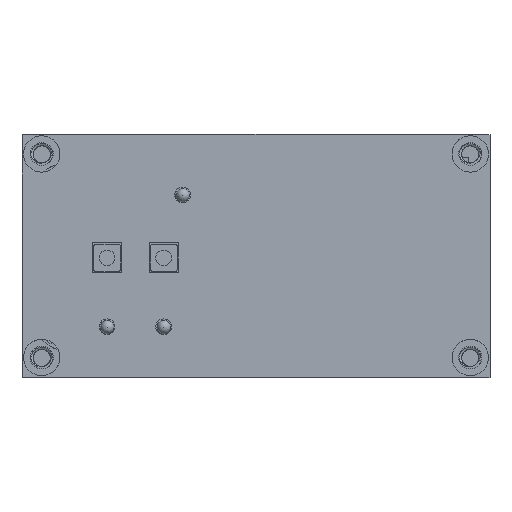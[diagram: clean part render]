
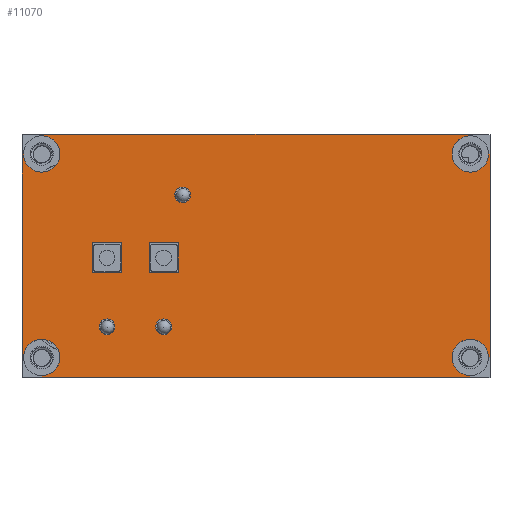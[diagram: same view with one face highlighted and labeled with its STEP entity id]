
A CAD part, top view. The second image highlights one B-rep face of the part: STEP entity #11070.
In plain terms, the highlighted planar face has unit normal (0, 0, 1).
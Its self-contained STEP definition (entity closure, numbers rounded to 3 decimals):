
#58=FACE_BOUND('',#3492,.T.);
#59=FACE_BOUND('',#3493,.T.);
#60=FACE_BOUND('',#3494,.T.);
#61=FACE_BOUND('',#3495,.T.);
#62=FACE_BOUND('',#3496,.T.);
#170=PLANE('',#11839);
#518=LINE('',#16468,#1527);
#521=LINE('',#16474,#1530);
#527=LINE('',#16487,#1536);
#531=LINE('',#16496,#1540);
#536=LINE('',#16510,#1545);
#542=LINE('',#16521,#1551);
#547=LINE('',#16534,#1556);
#551=LINE('',#16543,#1560);
#556=LINE('',#16563,#1565);
#559=LINE('',#16568,#1568);
#560=LINE('',#16569,#1569);
#561=LINE('',#16571,#1570);
#562=LINE('',#16576,#1571);
#563=LINE('',#16578,#1572);
#564=LINE('',#16580,#1573);
#565=LINE('',#16581,#1574);
#566=LINE('',#16584,#1575);
#567=LINE('',#16586,#1576);
#568=LINE('',#16588,#1577);
#569=LINE('',#16589,#1578);
#1527=VECTOR('',#12974,10.);
#1530=VECTOR('',#12979,10.);
#1536=VECTOR('',#12989,10.);
#1540=VECTOR('',#12995,10.);
#1545=VECTOR('',#13008,10.);
#1551=VECTOR('',#13016,10.);
#1556=VECTOR('',#13027,10.);
#1560=VECTOR('',#13033,10.);
#1565=VECTOR('',#13064,10.);
#1568=VECTOR('',#13069,10.);
#1569=VECTOR('',#13070,10.);
#1570=VECTOR('',#13073,10.);
#1571=VECTOR('',#13076,10.);
#1572=VECTOR('',#13077,10.);
#1573=VECTOR('',#13078,10.);
#1574=VECTOR('',#13079,10.);
#1575=VECTOR('',#13080,10.);
#1576=VECTOR('',#13081,10.);
#1577=VECTOR('',#13082,10.);
#1578=VECTOR('',#13083,10.);
#2839=FACE_OUTER_BOUND('',#3491,.T.);
#3491=EDGE_LOOP('',(#7841,#7842,#7843,#7844,#7845,#7846,#7847,#7848,#7849,
#7850,#7851,#7852,#7853,#7854,#7855,#7856));
#3492=EDGE_LOOP('',(#7857));
#3493=EDGE_LOOP('',(#7858,#7859,#7860,#7861));
#3494=EDGE_LOOP('',(#7862,#7863,#7864,#7865));
#3495=EDGE_LOOP('',(#7866));
#3496=EDGE_LOOP('',(#7867));
#4506=CIRCLE('',#11830,4.05);
#4508=CIRCLE('',#11833,4.05);
#4509=CIRCLE('',#11835,4.05);
#4511=CIRCLE('',#11840,4.05);
#4512=CIRCLE('',#11841,1.75);
#4513=CIRCLE('',#11842,1.75);
#4514=CIRCLE('',#11843,1.75);
#4929=VERTEX_POINT('',#16465);
#4930=VERTEX_POINT('',#16467);
#4931=VERTEX_POINT('',#16471);
#4932=VERTEX_POINT('',#16473);
#4936=VERTEX_POINT('',#16484);
#4937=VERTEX_POINT('',#16486);
#4940=VERTEX_POINT('',#16493);
#4941=VERTEX_POINT('',#16495);
#4945=VERTEX_POINT('',#16507);
#4946=VERTEX_POINT('',#16509);
#4949=VERTEX_POINT('',#16518);
#4950=VERTEX_POINT('',#16520);
#4954=VERTEX_POINT('',#16531);
#4955=VERTEX_POINT('',#16533);
#4958=VERTEX_POINT('',#16540);
#4959=VERTEX_POINT('',#16542);
#4963=VERTEX_POINT('',#16572);
#4964=VERTEX_POINT('',#16574);
#4965=VERTEX_POINT('',#16575);
#4966=VERTEX_POINT('',#16577);
#4967=VERTEX_POINT('',#16579);
#4968=VERTEX_POINT('',#16582);
#4969=VERTEX_POINT('',#16583);
#4970=VERTEX_POINT('',#16585);
#4971=VERTEX_POINT('',#16587);
#4972=VERTEX_POINT('',#16590);
#4973=VERTEX_POINT('',#16592);
#6043=EDGE_CURVE('',#4930,#4929,#518,.T.);
#6046=EDGE_CURVE('',#4932,#4931,#521,.T.);
#6052=EDGE_CURVE('',#4937,#4936,#527,.T.);
#6056=EDGE_CURVE('',#4941,#4940,#531,.T.);
#6063=EDGE_CURVE('',#4946,#4945,#536,.T.);
#6069=EDGE_CURVE('',#4950,#4949,#542,.T.);
#6075=EDGE_CURVE('',#4955,#4954,#547,.T.);
#6079=EDGE_CURVE('',#4959,#4958,#551,.T.);
#6084=EDGE_CURVE('',#4929,#4932,#4506,.T.);
#6086=EDGE_CURVE('',#4936,#4941,#4508,.T.);
#6087=EDGE_CURVE('',#4949,#4946,#4509,.T.);
#6091=EDGE_CURVE('',#4945,#4930,#556,.T.);
#6094=EDGE_CURVE('',#4931,#4937,#559,.T.);
#6095=EDGE_CURVE('',#4940,#4955,#560,.T.);
#6096=EDGE_CURVE('',#4954,#4959,#4511,.T.);
#6097=EDGE_CURVE('',#4958,#4950,#561,.T.);
#6098=EDGE_CURVE('',#4963,#4963,#4512,.T.);
#6099=EDGE_CURVE('',#4964,#4965,#562,.T.);
#6100=EDGE_CURVE('',#4965,#4966,#563,.T.);
#6101=EDGE_CURVE('',#4966,#4967,#564,.T.);
#6102=EDGE_CURVE('',#4967,#4964,#565,.T.);
#6103=EDGE_CURVE('',#4968,#4969,#566,.T.);
#6104=EDGE_CURVE('',#4969,#4970,#567,.T.);
#6105=EDGE_CURVE('',#4970,#4971,#568,.T.);
#6106=EDGE_CURVE('',#4971,#4968,#569,.T.);
#6107=EDGE_CURVE('',#4972,#4972,#4513,.T.);
#6108=EDGE_CURVE('',#4973,#4973,#4514,.T.);
#7841=ORIENTED_EDGE('',*,*,#6043,.T.);
#7842=ORIENTED_EDGE('',*,*,#6084,.T.);
#7843=ORIENTED_EDGE('',*,*,#6046,.T.);
#7844=ORIENTED_EDGE('',*,*,#6094,.T.);
#7845=ORIENTED_EDGE('',*,*,#6052,.T.);
#7846=ORIENTED_EDGE('',*,*,#6086,.T.);
#7847=ORIENTED_EDGE('',*,*,#6056,.T.);
#7848=ORIENTED_EDGE('',*,*,#6095,.T.);
#7849=ORIENTED_EDGE('',*,*,#6075,.T.);
#7850=ORIENTED_EDGE('',*,*,#6096,.T.);
#7851=ORIENTED_EDGE('',*,*,#6079,.T.);
#7852=ORIENTED_EDGE('',*,*,#6097,.T.);
#7853=ORIENTED_EDGE('',*,*,#6069,.T.);
#7854=ORIENTED_EDGE('',*,*,#6087,.T.);
#7855=ORIENTED_EDGE('',*,*,#6063,.T.);
#7856=ORIENTED_EDGE('',*,*,#6091,.T.);
#7857=ORIENTED_EDGE('',*,*,#6098,.T.);
#7858=ORIENTED_EDGE('',*,*,#6099,.T.);
#7859=ORIENTED_EDGE('',*,*,#6100,.T.);
#7860=ORIENTED_EDGE('',*,*,#6101,.T.);
#7861=ORIENTED_EDGE('',*,*,#6102,.T.);
#7862=ORIENTED_EDGE('',*,*,#6103,.T.);
#7863=ORIENTED_EDGE('',*,*,#6104,.T.);
#7864=ORIENTED_EDGE('',*,*,#6105,.T.);
#7865=ORIENTED_EDGE('',*,*,#6106,.T.);
#7866=ORIENTED_EDGE('',*,*,#6107,.T.);
#7867=ORIENTED_EDGE('',*,*,#6108,.T.);
#11070=ADVANCED_FACE('',(#2839,#58,#59,#60,#61,#62),#170,.T.);
#11830=AXIS2_PLACEMENT_3D('',#16551,#13044,#13045);
#11833=AXIS2_PLACEMENT_3D('',#16554,#13050,#13051);
#11835=AXIS2_PLACEMENT_3D('',#16556,#13054,#13055);
#11839=AXIS2_PLACEMENT_3D('',#16567,#13067,#13068);
#11840=AXIS2_PLACEMENT_3D('',#16570,#13071,#13072);
#11841=AXIS2_PLACEMENT_3D('',#16573,#13074,#13075);
#11842=AXIS2_PLACEMENT_3D('',#16591,#13084,#13085);
#11843=AXIS2_PLACEMENT_3D('',#16593,#13086,#13087);
#12974=DIRECTION('',(1.,0.,0.));
#12979=DIRECTION('',(0.,-1.,0.));
#12989=DIRECTION('',(0.,1.,0.));
#12995=DIRECTION('',(1.,0.,0.));
#13008=DIRECTION('',(-1.,0.,0.));
#13016=DIRECTION('',(0.,-1.,0.));
#13027=DIRECTION('',(-1.,0.,0.));
#13033=DIRECTION('',(0.,1.,0.));
#13044=DIRECTION('center_axis',(0.,0.,-1.));
#13045=DIRECTION('ref_axis',(-1.,0.,0.));
#13050=DIRECTION('center_axis',(0.,0.,-1.));
#13051=DIRECTION('ref_axis',(-1.,0.,0.));
#13054=DIRECTION('center_axis',(0.,0.,-1.));
#13055=DIRECTION('ref_axis',(-1.,0.,0.));
#13064=DIRECTION('',(0.,-1.,0.));
#13067=DIRECTION('center_axis',(0.,0.,1.));
#13068=DIRECTION('ref_axis',(-1.,0.,0.));
#13069=DIRECTION('',(1.,0.,0.));
#13070=DIRECTION('',(0.,1.,0.));
#13071=DIRECTION('center_axis',(0.,0.,-1.));
#13072=DIRECTION('ref_axis',(-1.,0.,0.));
#13073=DIRECTION('',(-1.,0.,0.));
#13074=DIRECTION('center_axis',(0.,0.,-1.));
#13075=DIRECTION('ref_axis',(-1.,0.,0.));
#13076=DIRECTION('',(0.,-1.,0.));
#13077=DIRECTION('',(-1.,0.,0.));
#13078=DIRECTION('',(0.,1.,0.));
#13079=DIRECTION('',(1.,0.,0.));
#13080=DIRECTION('',(0.,-1.,0.));
#13081=DIRECTION('',(-1.,0.,0.));
#13082=DIRECTION('',(0.,1.,0.));
#13083=DIRECTION('',(1.,0.,0.));
#13084=DIRECTION('center_axis',(0.,0.,-1.));
#13085=DIRECTION('ref_axis',(-1.,0.,0.));
#13086=DIRECTION('center_axis',(0.,0.,-1.));
#13087=DIRECTION('ref_axis',(-1.,0.,0.));
#16465=CARTESIAN_POINT('',(0.34,4.39,76.7));
#16467=CARTESIAN_POINT('',(0.,4.39,76.7));
#16468=CARTESIAN_POINT('',(26.,4.39,76.7));
#16471=CARTESIAN_POINT('',(4.39,0.,76.7));
#16473=CARTESIAN_POINT('',(4.39,0.34,76.7));
#16474=CARTESIAN_POINT('',(4.39,13.67,76.7));
#16484=CARTESIAN_POINT('',(99.61,0.34,76.7));
#16486=CARTESIAN_POINT('',(99.61,0.,76.7));
#16487=CARTESIAN_POINT('',(99.61,13.5,76.7));
#16493=CARTESIAN_POINT('',(104.,4.39,76.7));
#16495=CARTESIAN_POINT('',(103.66,4.39,76.7));
#16496=CARTESIAN_POINT('',(77.83,4.39,76.7));
#16507=CARTESIAN_POINT('',(0.,49.61,76.7));
#16509=CARTESIAN_POINT('',(0.34,49.61,76.7));
#16510=CARTESIAN_POINT('',(26.17,49.61,76.7));
#16518=CARTESIAN_POINT('',(4.39,53.66,76.7));
#16520=CARTESIAN_POINT('',(4.39,54.,76.7));
#16521=CARTESIAN_POINT('',(4.39,40.5,76.7));
#16531=CARTESIAN_POINT('',(103.66,49.61,76.7));
#16533=CARTESIAN_POINT('',(104.,49.61,76.7));
#16534=CARTESIAN_POINT('',(78.,49.61,76.7));
#16540=CARTESIAN_POINT('',(99.61,54.,76.7));
#16542=CARTESIAN_POINT('',(99.61,53.66,76.7));
#16543=CARTESIAN_POINT('',(99.61,40.33,76.7));
#16551=CARTESIAN_POINT('Origin',(4.39,4.39,76.7));
#16554=CARTESIAN_POINT('Origin',(99.61,4.39,76.7));
#16556=CARTESIAN_POINT('Origin',(4.39,49.61,76.7));
#16563=CARTESIAN_POINT('',(0.,0.,76.7));
#16567=CARTESIAN_POINT('Origin',(52.,27.,76.7));
#16568=CARTESIAN_POINT('',(104.,0.,76.7));
#16569=CARTESIAN_POINT('',(104.,54.,76.7));
#16570=CARTESIAN_POINT('Origin',(99.61,49.61,76.7));
#16571=CARTESIAN_POINT('',(0.,54.,76.7));
#16572=CARTESIAN_POINT('',(37.449,40.5,76.7));
#16573=CARTESIAN_POINT('Origin',(35.699,40.5,76.7));
#16574=CARTESIAN_POINT('',(34.749,29.85,76.7));
#16575=CARTESIAN_POINT('',(34.749,23.35,76.7));
#16576=CARTESIAN_POINT('',(34.749,23.35,76.7));
#16577=CARTESIAN_POINT('',(28.249,23.35,76.7));
#16578=CARTESIAN_POINT('',(28.249,23.35,76.7));
#16579=CARTESIAN_POINT('',(28.249,29.85,76.7));
#16580=CARTESIAN_POINT('',(28.249,29.85,76.7));
#16581=CARTESIAN_POINT('',(34.749,29.85,76.7));
#16582=CARTESIAN_POINT('',(22.149,29.85,76.7));
#16583=CARTESIAN_POINT('',(22.149,23.35,76.7));
#16584=CARTESIAN_POINT('',(22.149,23.35,76.7));
#16585=CARTESIAN_POINT('',(15.649,23.35,76.7));
#16586=CARTESIAN_POINT('',(15.649,23.35,76.7));
#16587=CARTESIAN_POINT('',(15.649,29.85,76.7));
#16588=CARTESIAN_POINT('',(15.649,29.85,76.7));
#16589=CARTESIAN_POINT('',(22.149,29.85,76.7));
#16590=CARTESIAN_POINT('',(33.249,11.2,76.7));
#16591=CARTESIAN_POINT('Origin',(31.499,11.2,76.7));
#16592=CARTESIAN_POINT('',(20.649,11.2,76.7));
#16593=CARTESIAN_POINT('Origin',(18.899,11.2,76.7));
